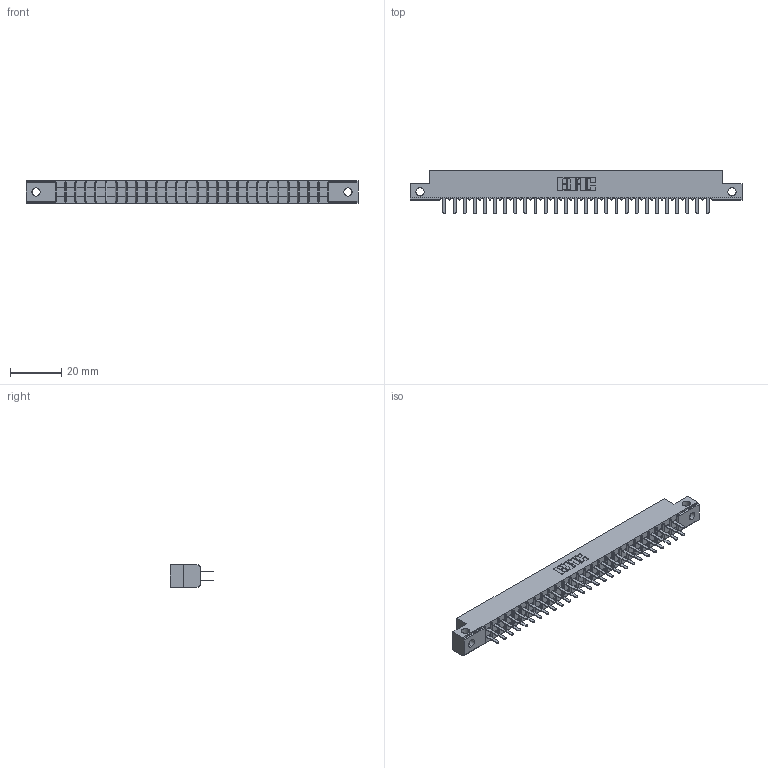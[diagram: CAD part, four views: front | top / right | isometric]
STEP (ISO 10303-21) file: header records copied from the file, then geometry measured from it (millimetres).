
FILE_DESCRIPTION (( 'STEP AP203' ), '1' );
FILE_NAME ('305-054-520-212.STEP', '2020-09-19T22:58:09', ( '' ), ( '' ), 'SwSTEP 2.0', 'SolidWorks 2020', '' );
FILE_SCHEMA (( 'CONFIG_CONTROL_DESIGN' ));
Length unit declared in the file: inch
Products named in the file (3): 305 Part_.128 Dia; 305-290-001_520; 305-054-520-212
Assembly tree (55 placements, depth 2):
  305-054-520-212
    305 Part_.128 Dia
    305-290-001_520  x54
Bounding box: 130 x 17.09 x 8.71 mm (x, y, z)
Volume: 8001.3 mm3; surface area: 15451.4 mm2
Topology: 55 solids, 55 shells, 2612 faces, 7453 edges, 4818 vertices
Faces by surface type: plane 1526, cylinder 978, sphere 108
Entity records: 31346 total; most frequent: CARTESIAN_POINT 5235, ORIENTED_EDGE 5150, DIRECTION 5015, EDGE_CURVE 2575, LINE 2051, VECTOR 2051, VERTEX_POINT 1638, AXIS2_PLACEMENT_3D 1482
